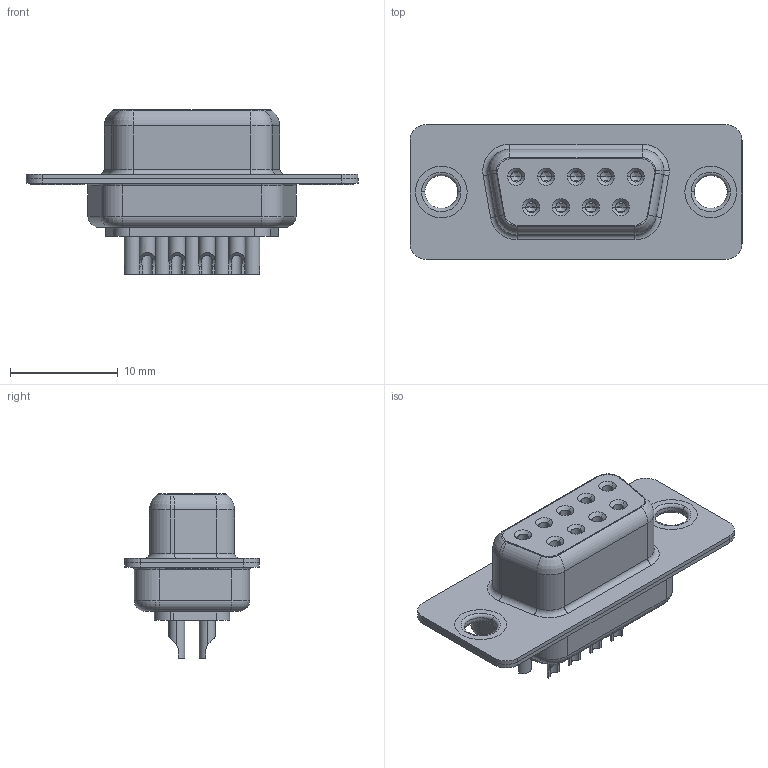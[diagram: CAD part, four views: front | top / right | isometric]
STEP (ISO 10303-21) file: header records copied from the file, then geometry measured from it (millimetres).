
FILE_DESCRIPTION (( 'STEP AP203' ), '1' );
FILE_NAME ('628-M09-222-LN1.STEP', '2021-04-26T13:38:10', ( '' ), ( '' ), 'SwSTEP 2.0', 'SolidWorks 2020', '' );
FILE_SCHEMA (( 'CONFIG_CONTROL_DESIGN' ));
Length unit declared in the file: millimetre
Products named in the file (7): 628M Shell Front_09 Contacts; 628M Contact Row 1_22; 628M Thru Hole Rivet; 628M Contact Row 2_22; 628-M09-222-LN1; 628M Shell Rear_09 Contacts; 628M Housing_09 Contacts
Assembly tree (14 placements, depth 2):
  628-M09-222-LN1
    628M Housing_09 Contacts
    628M Shell Front_09 Contacts
    628M Shell Rear_09 Contacts
    628M Contact Row 1_22  x5
    628M Contact Row 2_22  x4
    628M Thru Hole Rivet  x2
Bounding box: 30.8 x 12.5 x 15.25 mm (x, y, z)
Volume: 1637.4 mm3; surface area: 4355 mm2
Topology: 14 solids, 14 shells, 749 faces, 1827 edges, 1127 vertices
Faces by surface type: cylinder 310, plane 221, torus 137, cone 81
Entity records: 13753 total; most frequent: DIRECTION 2409, CARTESIAN_POINT 2363, ORIENTED_EDGE 2046, EDGE_CURVE 1023, AXIS2_PLACEMENT_3D 1000, VERTEX_POINT 641, CIRCLE 548, EDGE_LOOP 508
